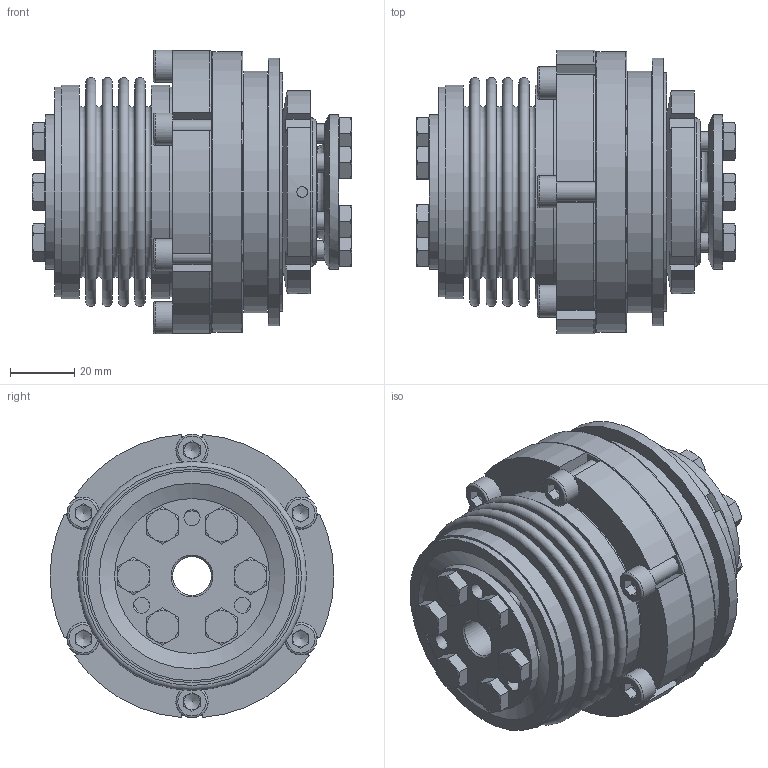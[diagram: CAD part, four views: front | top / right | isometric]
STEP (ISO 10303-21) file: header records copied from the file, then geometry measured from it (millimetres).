
FILE_DESCRIPTION( ( 'Unknown' ), '1' );
FILE_NAME( 'SKY-KS 60.stp', 'Unknown', ( 'Unknown' ), ( 'Unknown' ), 'PSStep 10.1', 'Unknown', ' ' );
FILE_SCHEMA( ( 'AUTOMOTIVE_DESIGN { 1 0 10303 214 1 1 1 1 }' ) );
Length unit declared in the file: millimetre
Products named in the file (1): KT101732
Bounding box: 99 x 88 x 88 mm (x, y, z)
Volume: 262926.4 mm3; surface area: 119533.8 mm2
Topology: 1 solids, 11 shells, 666 faces, 1728 edges, 1109 vertices
Faces by surface type: plane 334, cylinder 134, cone 100, torus 83, sphere 15
Full cylindrical faces by diameter (mm): 2 x2, 3.3 x3, 5 x24, 6 x18, 6.4 x12, 8.7 x12, 10 x6, 12 x2, 25.5 x1, 28.5 x2, 42.5 x1, 44 x1, 44.8 x1, 45 x2, 46 x2, 46.1 x1, 46.5 x1, 48 x2, 49 x1, 50 x1, 52.3 x2, 56 x1, 60.8 x2, 65 x2, 66.2 x2, 68 x3, 72.6 x2, 74 x1, 75 x1, 83 x1
Entity records: 25566 total; most frequent: CARTESIAN_POINT 5761, DIRECTION 2980, ORIENTED_EDGE 2724, EDGE_CURVE 1362, AXIS2_PLACEMENT_3D 1271, EDGE_LOOP 990, VERTEX_POINT 960, FACE_OUTER_BOUND 811
